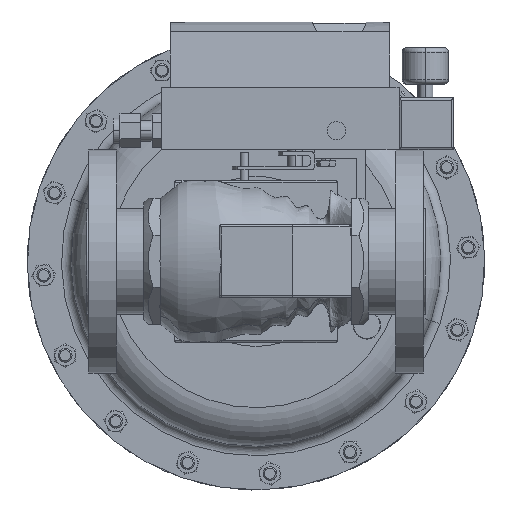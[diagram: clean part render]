
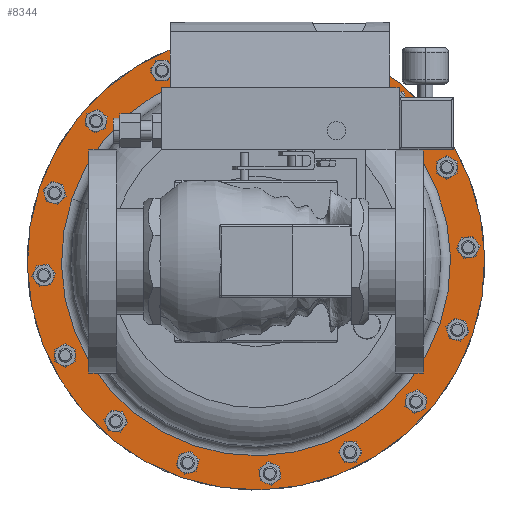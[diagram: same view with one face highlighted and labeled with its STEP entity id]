
A CAD part, front view. The second image highlights one B-rep face of the part: STEP entity #8344.
In plain terms, the highlighted planar face has unit normal (0, -1, 0).
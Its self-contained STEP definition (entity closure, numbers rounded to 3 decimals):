
#1524 = DIRECTION ( 'NONE',  ( 0.947, 0., -0.321 ) ) ;
#1892 = DIRECTION ( 'NONE',  ( 0.947, 0., -0.321 ) ) ;
#3305 = CIRCLE ( 'NONE', #24162, 6.25 ) ;
#3979 = DIRECTION ( 'NONE',  ( -0.947, 0., 0.321 ) ) ;
#8344 = ADVANCED_FACE ( 'NONE', ( #69983, #28005 ), #64060, .T. ) ;
#10224 = AXIS2_PLACEMENT_3D ( 'NONE', #19209, #57589, #24741 ) ;
#11559 = CARTESIAN_POINT ( 'NONE',  ( -5.033, 10.485, 1.708 ) ) ;
#12337 = EDGE_CURVE ( 'NONE', #17754, #27851, #26899, .T. ) ;
#17754 = VERTEX_POINT ( 'NONE', #11559 ) ;
#19209 = CARTESIAN_POINT ( 'NONE',  ( 0., 10.485, 0. ) ) ;
#20664 = EDGE_LOOP ( 'NONE', ( #24428, #64041 ) ) ;
#21346 = ORIENTED_EDGE ( 'NONE', *, *, #12337, .T. ) ;
#24162 = AXIS2_PLACEMENT_3D ( 'NONE', #67107, #34277, #1524 ) ;
#24428 = ORIENTED_EDGE ( 'NONE', *, *, #37110, .F. ) ;
#24573 = ORIENTED_EDGE ( 'NONE', *, *, #35336, .T. ) ;
#24741 = DIRECTION ( 'NONE',  ( 0.947, 0., -0.321 ) ) ;
#25929 = AXIS2_PLACEMENT_3D ( 'NONE', #62605, #29779, #68120 ) ;
#26899 = CIRCLE ( 'NONE', #10224, 5.315 ) ;
#27851 = VERTEX_POINT ( 'NONE', #40226 ) ;
#28005 = FACE_OUTER_BOUND ( 'NONE', #20664, .T. ) ;
#29779 = DIRECTION ( 'NONE',  ( 0., 1., 0. ) ) ;
#29797 = CARTESIAN_POINT ( 'NONE',  ( -5.918, 10.485, 2.009 ) ) ;
#34277 = DIRECTION ( 'NONE',  ( 0., 1., 0. ) ) ;
#34661 = DIRECTION ( 'NONE',  ( 0., 1., 0. ) ) ;
#35336 = EDGE_CURVE ( 'NONE', #27851, #17754, #40271, .T. ) ;
#36770 = DIRECTION ( 'NONE',  ( 0., -1., 0. ) ) ;
#37110 = EDGE_CURVE ( 'NONE', #58518, #57491, #3305, .T. ) ;
#40226 = CARTESIAN_POINT ( 'NONE',  ( 5.033, 10.485, -1.708 ) ) ;
#40271 = CIRCLE ( 'NONE', #25929, 5.315 ) ;
#43698 = EDGE_CURVE ( 'NONE', #57491, #58518, #47125, .T. ) ;
#47125 = CIRCLE ( 'NONE', #67516, 6.25 ) ;
#50885 = EDGE_LOOP ( 'NONE', ( #24573, #21346 ) ) ;
#53264 = AXIS2_PLACEMENT_3D ( 'NONE', #58584, #36770, #3979 ) ;
#54343 = CARTESIAN_POINT ( 'NONE',  ( 5.918, 10.485, -2.009 ) ) ;
#57491 = VERTEX_POINT ( 'NONE', #29797 ) ;
#57589 = DIRECTION ( 'NONE',  ( 0., 1., 0. ) ) ;
#58518 = VERTEX_POINT ( 'NONE', #54343 ) ;
#58584 = CARTESIAN_POINT ( 'NONE',  ( -2.009, 10.485, -5.918 ) ) ;
#62605 = CARTESIAN_POINT ( 'NONE',  ( 0., 10.485, 0. ) ) ;
#64041 = ORIENTED_EDGE ( 'NONE', *, *, #43698, .F. ) ;
#64060 = PLANE ( 'NONE',  #53264 ) ;
#67107 = CARTESIAN_POINT ( 'NONE',  ( 0., 10.485, 0. ) ) ;
#67469 = CARTESIAN_POINT ( 'NONE',  ( 0., 10.485, 0. ) ) ;
#67516 = AXIS2_PLACEMENT_3D ( 'NONE', #67469, #34661, #1892 ) ;
#68120 = DIRECTION ( 'NONE',  ( 0.947, 0., -0.321 ) ) ;
#69983 = FACE_BOUND ( 'NONE', #50885, .T. ) ;
